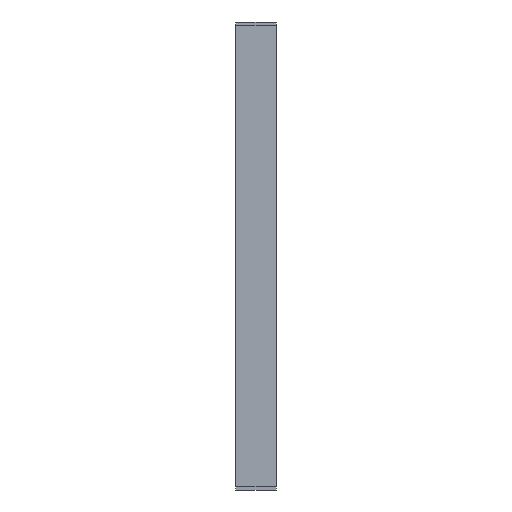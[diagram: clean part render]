
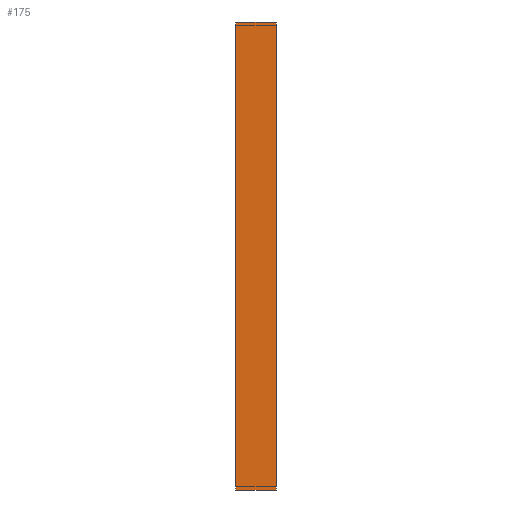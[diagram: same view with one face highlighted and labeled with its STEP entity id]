
A CAD part, front view. The second image highlights one B-rep face of the part: STEP entity #175.
In plain terms, the highlighted planar face has unit normal (0, -1, 0).
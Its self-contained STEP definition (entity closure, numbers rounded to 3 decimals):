
#57=CARTESIAN_POINT('Line Origine',(30.,0.,0.)) ;
#61=CARTESIAN_POINT('Vertex',(0.,0.,0.)) ;
#63=CARTESIAN_POINT('Vertex',(60.,0.,0.)) ;
#132=CARTESIAN_POINT('Vertex',(0.,0.,701.)) ;
#135=CARTESIAN_POINT('Line Origine',(30.,0.,701.)) ;
#139=CARTESIAN_POINT('Vertex',(60.,0.,701.)) ;
#154=CARTESIAN_POINT('Axis2P3D Location',(0.,0.,701.)) ;
#159=CARTESIAN_POINT('Line Origine',(0.,0.,350.5)) ;
#164=CARTESIAN_POINT('Line Origine',(60.,0.,350.5)) ;
#58=DIRECTION('Vector Direction',(1.,0.,0.)) ;
#136=DIRECTION('Vector Direction',(1.,0.,0.)) ;
#155=DIRECTION('Axis2P3D Direction',(0.,-1.,0.)) ;
#156=DIRECTION('Axis2P3D XDirection',(0.,0.,-1.)) ;
#160=DIRECTION('Vector Direction',(0.,0.,-1.)) ;
#165=DIRECTION('Vector Direction',(0.,0.,-1.)) ;
#157=AXIS2_PLACEMENT_3D('Plane Axis2P3D',#154,#155,#156) ;
#170=ORIENTED_EDGE('',*,*,#141,.F.) ;
#171=ORIENTED_EDGE('',*,*,#163,.T.) ;
#172=ORIENTED_EDGE('',*,*,#65,.T.) ;
#173=ORIENTED_EDGE('',*,*,#168,.F.) ;
#59=VECTOR('Line Direction',#58,1.) ;
#137=VECTOR('Line Direction',#136,1.) ;
#161=VECTOR('Line Direction',#160,1.) ;
#166=VECTOR('Line Direction',#165,1.) ;
#175=ADVANCED_FACE('PartBody',(#174),#158,.T.) ;
#65=EDGE_CURVE('',#62,#64,#60,.T.) ;
#141=EDGE_CURVE('',#133,#140,#138,.T.) ;
#163=EDGE_CURVE('',#133,#62,#162,.T.) ;
#168=EDGE_CURVE('',#140,#64,#167,.T.) ;
#169=EDGE_LOOP('',(#170,#171,#172,#173)) ;
#174=FACE_OUTER_BOUND('',#169,.T.) ;
#60=LINE('Line',#57,#59) ;
#138=LINE('Line',#135,#137) ;
#162=LINE('Line',#159,#161) ;
#167=LINE('Line',#164,#166) ;
#158=PLANE('Plane',#157) ;
#62=VERTEX_POINT('',#61) ;
#64=VERTEX_POINT('',#63) ;
#133=VERTEX_POINT('',#132) ;
#140=VERTEX_POINT('',#139) ;
